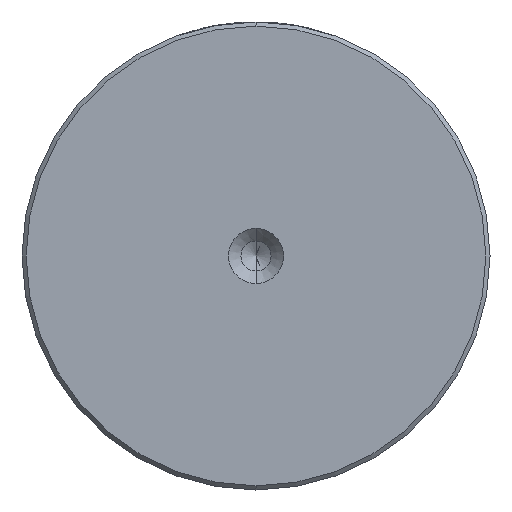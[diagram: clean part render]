
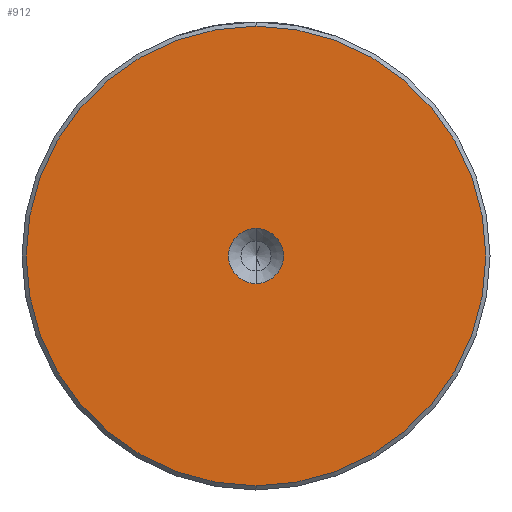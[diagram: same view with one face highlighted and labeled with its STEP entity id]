
A CAD part, left-side view. The second image highlights one B-rep face of the part: STEP entity #912.
In plain terms, the highlighted planar face has unit normal (-1, 0, 0).
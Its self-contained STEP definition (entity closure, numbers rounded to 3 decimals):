
#58 = EDGE_CURVE ( 'NONE', #182, #1004, #2025, .T. ) ;
#182 = VERTEX_POINT ( 'NONE', #1154 ) ;
#195 = CIRCLE ( 'NONE', #343, 3.3 ) ;
#264 = DIRECTION ( 'NONE',  ( 0., 0., 1. ) ) ;
#268 = DIRECTION ( 'NONE',  ( -1., 0., 0. ) ) ;
#269 = CARTESIAN_POINT ( 'NONE',  ( 0., 0., 0. ) ) ;
#343 = AXIS2_PLACEMENT_3D ( 'NONE', #2880, #1416, #3132 ) ;
#352 = ORIENTED_EDGE ( 'NONE', *, *, #2006, .F. ) ;
#360 = EDGE_CURVE ( 'NONE', #3052, #938, #2158, .T. ) ;
#414 = CARTESIAN_POINT ( 'NONE',  ( 0., 0., 0. ) ) ;
#517 = ORIENTED_EDGE ( 'NONE', *, *, #1399, .T. ) ;
#675 = DIRECTION ( 'NONE',  ( 0., 0., 1. ) ) ;
#879 = FACE_BOUND ( 'NONE', #2377, .T. ) ;
#912 = ADVANCED_FACE ( 'NONE', ( #2755, #879 ), #990, .T. ) ;
#938 = VERTEX_POINT ( 'NONE', #2222 ) ;
#957 = DIRECTION ( 'NONE',  ( 0., 0., 1. ) ) ;
#990 = PLANE ( 'NONE',  #3202 ) ;
#1004 = VERTEX_POINT ( 'NONE', #3047 ) ;
#1154 = CARTESIAN_POINT ( 'NONE',  ( 0., 0., -3.3 ) ) ;
#1194 = DIRECTION ( 'NONE',  ( -1., 0., 0. ) ) ;
#1226 = EDGE_LOOP ( 'NONE', ( #517, #2967 ) ) ;
#1399 = EDGE_CURVE ( 'NONE', #938, #3052, #2103, .T. ) ;
#1416 = DIRECTION ( 'NONE',  ( -1., 0., 0. ) ) ;
#1488 = DIRECTION ( 'NONE',  ( -1., 0., 0. ) ) ;
#1653 = ORIENTED_EDGE ( 'NONE', *, *, #58, .F. ) ;
#1843 = AXIS2_PLACEMENT_3D ( 'NONE', #269, #268, #264 ) ;
#1924 = CARTESIAN_POINT ( 'NONE',  ( 0., 0., 0. ) ) ;
#2006 = EDGE_CURVE ( 'NONE', #1004, #182, #195, .T. ) ;
#2025 = CIRCLE ( 'NONE', #1843, 3.3 ) ;
#2103 = CIRCLE ( 'NONE', #2505, 27.5 ) ;
#2153 = DIRECTION ( 'NONE',  ( -1., 0., 0. ) ) ;
#2158 = CIRCLE ( 'NONE', #2945, 27.5 ) ;
#2211 = CARTESIAN_POINT ( 'NONE',  ( 0., 0., 0. ) ) ;
#2222 = CARTESIAN_POINT ( 'NONE',  ( 0., 0., -27.5 ) ) ;
#2377 = EDGE_LOOP ( 'NONE', ( #352, #1653 ) ) ;
#2505 = AXIS2_PLACEMENT_3D ( 'NONE', #414, #2153, #675 ) ;
#2579 = CARTESIAN_POINT ( 'NONE',  ( 0., 0., 27.5 ) ) ;
#2755 = FACE_OUTER_BOUND ( 'NONE', #1226, .T. ) ;
#2880 = CARTESIAN_POINT ( 'NONE',  ( 0., 0., 0. ) ) ;
#2945 = AXIS2_PLACEMENT_3D ( 'NONE', #1924, #1194, #957 ) ;
#2967 = ORIENTED_EDGE ( 'NONE', *, *, #360, .T. ) ;
#3047 = CARTESIAN_POINT ( 'NONE',  ( 0., 0., 3.3 ) ) ;
#3052 = VERTEX_POINT ( 'NONE', #2579 ) ;
#3132 = DIRECTION ( 'NONE',  ( 0., 0., 1. ) ) ;
#3193 = DIRECTION ( 'NONE',  ( 0., 0., 1. ) ) ;
#3202 = AXIS2_PLACEMENT_3D ( 'NONE', #2211, #1488, #3193 ) ;
